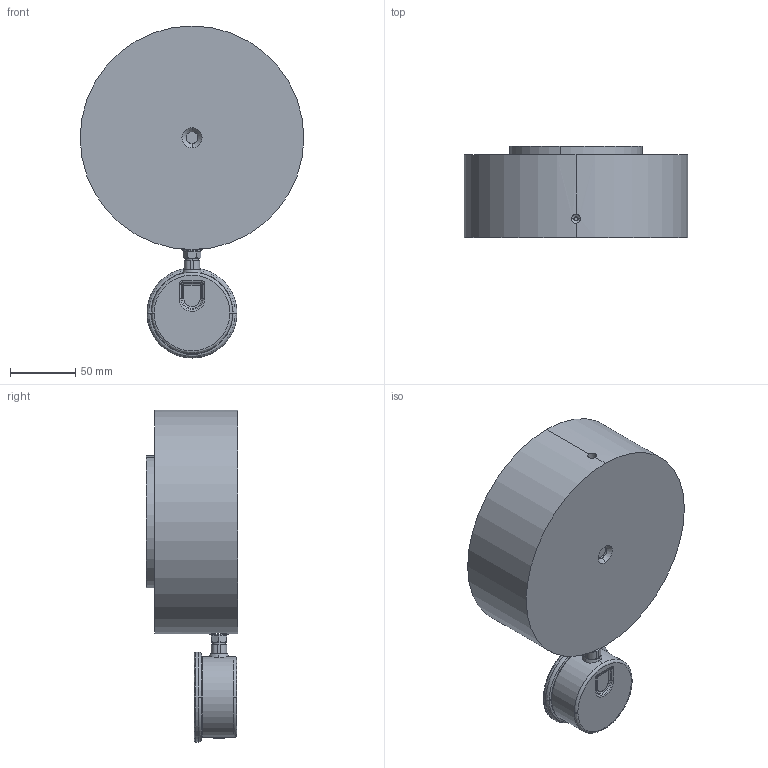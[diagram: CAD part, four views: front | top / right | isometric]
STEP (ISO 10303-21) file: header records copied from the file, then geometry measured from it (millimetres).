
FILE_DESCRIPTION (( 'STEP AP203' ), '1' );
FILE_NAME ('FP-100K-ASSEMBLY(WEB).STEP', '2022-11-02T13:41:22', ( '' ), ( '' ), 'SwSTEP 2.0', 'SolidWorks 2018', '' );
FILE_SCHEMA (( 'CONFIG_CONTROL_DESIGN' ));
Length unit declared in the file: millimetre
Products named in the file (1): FP-100K-ASSEMBLY(WEB)
Bounding box: 171.45 x 69.85 x 254.55 mm (x, y, z)
Volume: 1451110.9 mm3; surface area: 173839.4 mm2
Topology: 2 solids, 2 shells, 190 faces, 465 edges, 290 vertices
Faces by surface type: cylinder 85, plane 69, bspline 18, cone 18
Entity records: 7690 total; most frequent: CARTESIAN_POINT 3151, DIRECTION 965, ORIENTED_EDGE 922, EDGE_CURVE 461, AXIS2_PLACEMENT_3D 397, VERTEX_POINT 290, CIRCLE 224, EDGE_LOOP 217
